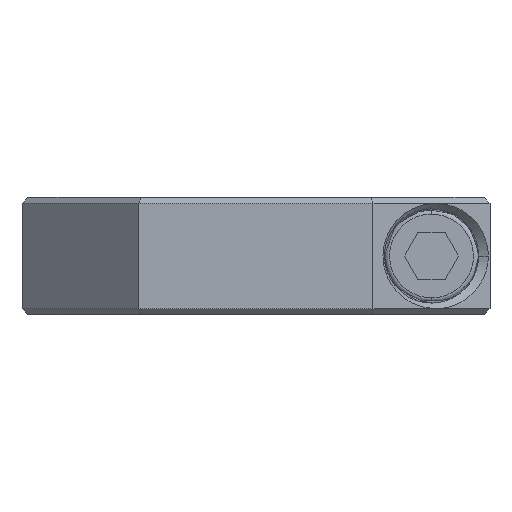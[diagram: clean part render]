
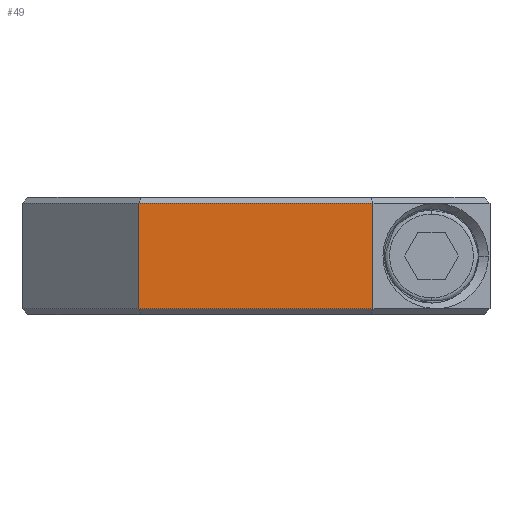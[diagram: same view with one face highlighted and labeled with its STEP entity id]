
A CAD part, front view. The second image highlights one B-rep face of the part: STEP entity #49.
In plain terms, the highlighted planar face has unit normal (0, -1, 0).
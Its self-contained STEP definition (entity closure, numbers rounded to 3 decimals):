
#49=ADVANCED_FACE('',(#611),#15055,.T.);
#611=FACE_OUTER_BOUND('',#1162,.T.);
#1162=EDGE_LOOP('',(#1816,#1817,#1818,#1819));
#1816=ORIENTED_EDGE('',*,*,#12219,.T.);
#1817=ORIENTED_EDGE('',*,*,#12220,.T.);
#1818=ORIENTED_EDGE('',*,*,#12221,.T.);
#1819=ORIENTED_EDGE('',*,*,#12217,.F.);
#4085=B_SPLINE_CURVE_WITH_KNOTS('',1,(#18257,#18258),.UNSPECIFIED.,.F.,.F.,
(2,2),(1.,19.),.UNSPECIFIED.);
#4086=B_SPLINE_CURVE_WITH_KNOTS('',1,(#18259,#18260),.UNSPECIFIED.,.F.,.F.,
(2,2),(1.,19.),.UNSPECIFIED.);
#4090=B_SPLINE_CURVE_WITH_KNOTS('',1,(#18269,#18270),.UNSPECIFIED.,.F.,.F.,
(2,2),(0.,40.),.UNSPECIFIED.);
#4091=B_SPLINE_CURVE_WITH_KNOTS('',3,(#18271,#18272,#18273,#18274),
 .UNSPECIFIED.,.F.,.F.,(4,4),(0.,40.),.UNSPECIFIED.);
#4092=B_SPLINE_CURVE_WITH_KNOTS('',1,(#18275,#18276),.UNSPECIFIED.,.F.,.F.,
(2,2),(1.,19.),.UNSPECIFIED.);
#4093=B_SPLINE_CURVE_WITH_KNOTS('',1,(#18277,#18278),.UNSPECIFIED.,.F.,.F.,
(2,2),(1.,19.),.UNSPECIFIED.);
#4094=B_SPLINE_CURVE_WITH_KNOTS('',1,(#18279,#18280),.UNSPECIFIED.,.F.,.F.,
(2,2),(-40.,0.),.UNSPECIFIED.);
#4095=B_SPLINE_CURVE_WITH_KNOTS('',3,(#18281,#18282,#18283,#18284),
 .UNSPECIFIED.,.F.,.F.,(4,4),(-40.,0.),.UNSPECIFIED.);
#4096=B_SPLINE_CURVE_WITH_KNOTS('',1,(#18285,#18286),.UNSPECIFIED.,.F.,.F.,
(2,2),(1.,19.),.UNSPECIFIED.);
#4148=B_SPLINE_CURVE_WITH_KNOTS('',1,(#18829,#18830),.UNSPECIFIED.,.F.,.F.,
(2,2),(-40.,0.),.UNSPECIFIED.);
#4179=B_SPLINE_CURVE_WITH_KNOTS('',1,(#19217,#19218),.UNSPECIFIED.,.F.,.F.,
(2,2),(1.,19.),.UNSPECIFIED.);
#4195=B_SPLINE_CURVE_WITH_KNOTS('',1,(#19445,#19446),.UNSPECIFIED.,.F.,.F.,
(2,2),(0.,40.),.UNSPECIFIED.);
#6659=PCURVE('',#15054,#8891);
#6662=PCURVE('',#15055,#8894);
#6663=PCURVE('',#15055,#8895);
#6664=PCURVE('',#15055,#8896);
#6665=PCURVE('',#15055,#8897);
#6699=PCURVE('',#15062,#8931);
#6724=PCURVE('',#15067,#8956);
#6736=PCURVE('',#15070,#8968);
#8891=DEFINITIONAL_REPRESENTATION('',(#4086),#48092);
#8894=DEFINITIONAL_REPRESENTATION('',(#4091),#48092);
#8895=DEFINITIONAL_REPRESENTATION('',(#4093),#48092);
#8896=DEFINITIONAL_REPRESENTATION('',(#4095),#48092);
#8897=DEFINITIONAL_REPRESENTATION('',(#4096),#48092);
#8931=DEFINITIONAL_REPRESENTATION('',(#4148),#48092);
#8956=DEFINITIONAL_REPRESENTATION('',(#4179),#48092);
#8968=DEFINITIONAL_REPRESENTATION('',(#4195),#48092);
#11101=SURFACE_CURVE('',#4085,(#6659,#6665),.PCURVE_S1.);
#11103=SURFACE_CURVE('',#4090,(#6662,#6736),.PCURVE_S1.);
#11104=SURFACE_CURVE('',#4092,(#6663,#6724),.PCURVE_S1.);
#11105=SURFACE_CURVE('',#4094,(#6664,#6699),.PCURVE_S1.);
#12217=EDGE_CURVE('',#14027,#14004,#11101,.T.);
#12219=EDGE_CURVE('',#14027,#14028,#11103,.T.);
#12220=EDGE_CURVE('',#14028,#14005,#11104,.T.);
#12221=EDGE_CURVE('',#14005,#14004,#11105,.T.);
#14004=VERTEX_POINT('',#16325);
#14005=VERTEX_POINT('',#16326);
#14027=VERTEX_POINT('',#16348);
#14028=VERTEX_POINT('',#16349);
#15054=PLANE('',#15209);
#15055=PLANE('',#15210);
#15062=PLANE('',#15217);
#15067=PLANE('',#15222);
#15070=PLANE('',#15225);
#15209=AXIS2_PLACEMENT_3D('',#15879,#15279,$);
#15210=AXIS2_PLACEMENT_3D('',#15880,#15280,$);
#15217=AXIS2_PLACEMENT_3D('',#15887,#15287,$);
#15222=AXIS2_PLACEMENT_3D('',#15892,#15292,$);
#15225=AXIS2_PLACEMENT_3D('',#15895,#15295,$);
#15279=DIRECTION('',(-0.707,-0.707,0.));
#15280=DIRECTION('',(0.,-1.,0.));
#15287=DIRECTION('',(0.,-0.707,0.707));
#15292=DIRECTION('',(0.707,-0.707,0.));
#15295=DIRECTION('',(0.,-0.707,-0.707));
#15879=CARTESIAN_POINT('',(0.,20.,0.));
#15880=CARTESIAN_POINT('',(20.,0.,0.));
#15887=CARTESIAN_POINT('',(0.,0.,19.));
#15892=CARTESIAN_POINT('',(60.,0.,0.));
#15895=CARTESIAN_POINT('',(0.,0.,1.));
#16325=CARTESIAN_POINT('',(20.,0.,19.));
#16326=CARTESIAN_POINT('',(60.,0.,19.));
#16348=CARTESIAN_POINT('',(20.,0.,1.));
#16349=CARTESIAN_POINT('',(60.,0.,1.));
#18257=CARTESIAN_POINT('',(20.,0.,1.));
#18258=CARTESIAN_POINT('',(20.,0.,19.));
#18259=CARTESIAN_POINT('',(88.284,1.));
#18260=CARTESIAN_POINT('',(88.284,19.));
#18269=CARTESIAN_POINT('',(20.,0.,1.));
#18270=CARTESIAN_POINT('',(60.,0.,1.));
#18271=CARTESIAN_POINT('',(88.284,1.));
#18272=CARTESIAN_POINT('',(101.618,1.));
#18273=CARTESIAN_POINT('',(114.951,1.));
#18274=CARTESIAN_POINT('',(128.284,1.));
#18275=CARTESIAN_POINT('',(60.,0.,1.));
#18276=CARTESIAN_POINT('',(60.,0.,19.));
#18277=CARTESIAN_POINT('',(128.284,1.));
#18278=CARTESIAN_POINT('',(128.284,19.));
#18279=CARTESIAN_POINT('',(60.,0.,19.));
#18280=CARTESIAN_POINT('',(20.,0.,19.));
#18281=CARTESIAN_POINT('',(128.284,19.));
#18282=CARTESIAN_POINT('',(114.951,19.));
#18283=CARTESIAN_POINT('',(101.618,19.));
#18284=CARTESIAN_POINT('',(88.284,19.));
#18285=CARTESIAN_POINT('',(88.284,1.));
#18286=CARTESIAN_POINT('',(88.284,19.));
#18829=CARTESIAN_POINT('',(40.,0.));
#18830=CARTESIAN_POINT('',(0.,0.));
#19217=CARTESIAN_POINT('',(128.284,1.));
#19218=CARTESIAN_POINT('',(128.284,19.));
#19445=CARTESIAN_POINT('',(0.,0.));
#19446=CARTESIAN_POINT('',(0.,40.));
#48092=(
GEOMETRIC_REPRESENTATION_CONTEXT(2)
PARAMETRIC_REPRESENTATION_CONTEXT()
REPRESENTATION_CONTEXT('pspace','')
);
